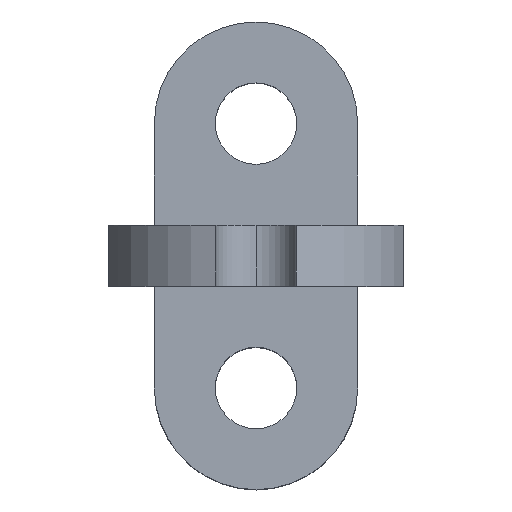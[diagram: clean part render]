
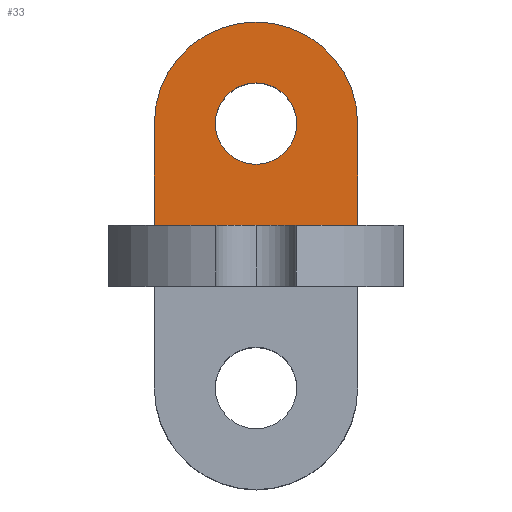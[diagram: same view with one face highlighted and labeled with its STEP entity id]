
A CAD part, top view. The second image highlights one B-rep face of the part: STEP entity #33.
In plain terms, the highlighted planar face has unit normal (0, 0, 1).
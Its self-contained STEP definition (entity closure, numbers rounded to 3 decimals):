
#25 = CARTESIAN_POINT ( 'NONE',  ( 5., 13., 5. ) ) ;
#33 = ADVANCED_FACE ( 'NONE', ( #91, #1056 ), #280, .T. ) ;
#71 = DIRECTION ( 'NONE',  ( 1., 0., 0. ) ) ;
#79 = CARTESIAN_POINT ( 'NONE',  ( 5., 23., 5. ) ) ;
#81 = DIRECTION ( 'NONE',  ( 0., 0., 1. ) ) ;
#91 = FACE_BOUND ( 'NONE', #1325, .T. ) ;
#100 = AXIS2_PLACEMENT_3D ( 'NONE', #1144, #919, #283 ) ;
#128 = DIRECTION ( 'NONE',  ( -1., 0., 0. ) ) ;
#129 = ORIENTED_EDGE ( 'NONE', *, *, #194, .F. ) ;
#133 = CARTESIAN_POINT ( 'NONE',  ( 0., 13., 5. ) ) ;
#161 = CIRCLE ( 'NONE', #1359, 5. ) ;
#174 = ORIENTED_EDGE ( 'NONE', *, *, #1006, .F. ) ;
#186 = EDGE_CURVE ( 'NONE', #1185, #1105, #161, .T. ) ;
#194 = EDGE_CURVE ( 'NONE', #687, #500, #1005, .T. ) ;
#235 = VERTEX_POINT ( 'NONE', #487 ) ;
#280 = PLANE ( 'NONE',  #990 ) ;
#283 = DIRECTION ( 'NONE',  ( 1., 0., 0. ) ) ;
#309 = CARTESIAN_POINT ( 'NONE',  ( -5., 13., 5. ) ) ;
#345 = LINE ( 'NONE', #506, #591 ) ;
#380 = CIRCLE ( 'NONE', #1353, 2. ) ;
#411 = EDGE_CURVE ( 'NONE', #1185, #687, #805, .T. ) ;
#464 = DIRECTION ( 'NONE',  ( 0., 0., 1. ) ) ;
#487 = CARTESIAN_POINT ( 'NONE',  ( -2., 18., 5. ) ) ;
#500 = VERTEX_POINT ( 'NONE', #309 ) ;
#506 = CARTESIAN_POINT ( 'NONE',  ( -5., 23., 5. ) ) ;
#511 = DIRECTION ( 'NONE',  ( 0., -1., 0. ) ) ;
#559 = CARTESIAN_POINT ( 'NONE',  ( 0., 18., 5. ) ) ;
#591 = VECTOR ( 'NONE', #511, 1000. ) ;
#604 = CARTESIAN_POINT ( 'NONE',  ( 0., 23., 5. ) ) ;
#627 = CARTESIAN_POINT ( 'NONE',  ( -5., 18., 5. ) ) ;
#687 = VERTEX_POINT ( 'NONE', #25 ) ;
#735 = VECTOR ( 'NONE', #128, 1000. ) ;
#805 = LINE ( 'NONE', #79, #988 ) ;
#869 = CIRCLE ( 'NONE', #100, 2. ) ;
#905 = EDGE_CURVE ( 'NONE', #1105, #500, #345, .T. ) ;
#919 = DIRECTION ( 'NONE',  ( 0., 0., 1. ) ) ;
#931 = EDGE_CURVE ( 'NONE', #235, #1012, #380, .T. ) ;
#938 = ORIENTED_EDGE ( 'NONE', *, *, #931, .F. ) ;
#944 = ORIENTED_EDGE ( 'NONE', *, *, #411, .F. ) ;
#988 = VECTOR ( 'NONE', #1027, 1000. ) ;
#990 = AXIS2_PLACEMENT_3D ( 'NONE', #604, #1334, #71 ) ;
#1005 = LINE ( 'NONE', #133, #735 ) ;
#1006 = EDGE_CURVE ( 'NONE', #1012, #235, #869, .T. ) ;
#1012 = VERTEX_POINT ( 'NONE', #1342 ) ;
#1027 = DIRECTION ( 'NONE',  ( 0., -1., 0. ) ) ;
#1037 = EDGE_LOOP ( 'NONE', ( #944, #1060, #1176, #129 ) ) ;
#1046 = CARTESIAN_POINT ( 'NONE',  ( 5., 18., 5. ) ) ;
#1056 = FACE_OUTER_BOUND ( 'NONE', #1037, .T. ) ;
#1060 = ORIENTED_EDGE ( 'NONE', *, *, #186, .T. ) ;
#1105 = VERTEX_POINT ( 'NONE', #627 ) ;
#1129 = CARTESIAN_POINT ( 'NONE',  ( 0., 18., 5. ) ) ;
#1144 = CARTESIAN_POINT ( 'NONE',  ( 0., 18., 5. ) ) ;
#1176 = ORIENTED_EDGE ( 'NONE', *, *, #905, .T. ) ;
#1185 = VERTEX_POINT ( 'NONE', #1046 ) ;
#1325 = EDGE_LOOP ( 'NONE', ( #174, #938 ) ) ;
#1327 = DIRECTION ( 'NONE',  ( 1., 0., 0. ) ) ;
#1334 = DIRECTION ( 'NONE',  ( 0., 0., 1. ) ) ;
#1342 = CARTESIAN_POINT ( 'NONE',  ( 2., 18., 5. ) ) ;
#1350 = DIRECTION ( 'NONE',  ( 1., 0., 0. ) ) ;
#1353 = AXIS2_PLACEMENT_3D ( 'NONE', #1129, #81, #1350 ) ;
#1359 = AXIS2_PLACEMENT_3D ( 'NONE', #559, #464, #1327 ) ;
